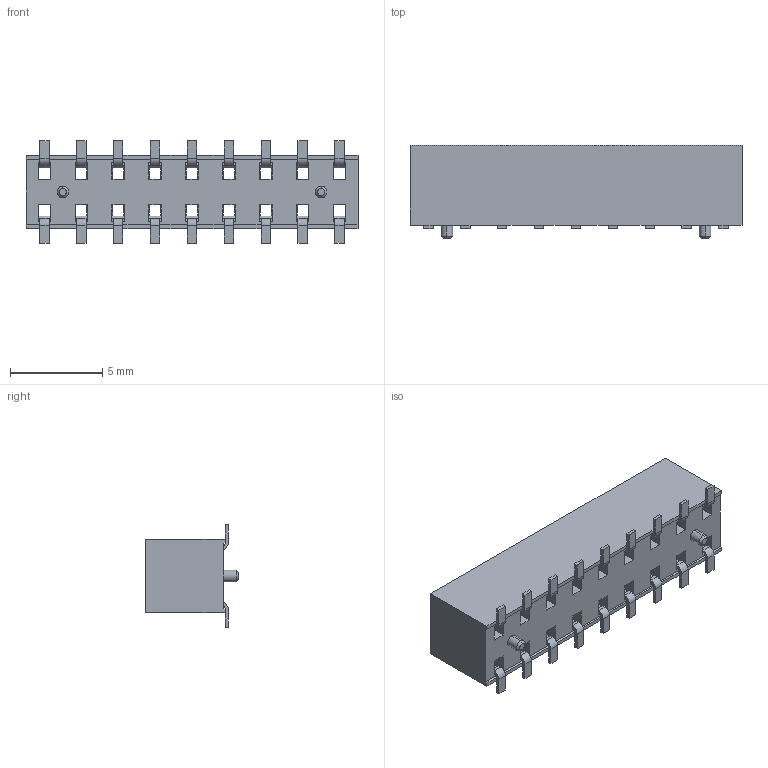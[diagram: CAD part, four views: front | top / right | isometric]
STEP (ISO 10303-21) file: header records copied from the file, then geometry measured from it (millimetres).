
FILE_DESCRIPTION (( 'STEP AP214' ), '1' );
FILE_NAME ('Samtec-DEFAULT.step', '2010-05-13T17:39:42', ( 'SysAdmin' ), ( 'SolidWorks' ), 'SwSTEP 2.0', 'SolidWorks 2010', '' );
FILE_SCHEMA (( 'AUTOMOTIVE_DESIGN' ));
Length unit declared in the file: inch
Products named in the file (1): Samtec-DEFAULT
Bounding box: 18 x 5.04 x 5.56 mm (x, y, z)
Volume: 260.9 mm3; surface area: 592.9 mm2
Topology: 1 solids, 1 shells, 470 faces, 1358 edges, 856 vertices
Faces by surface type: plane 426, cylinder 40, cone 4
Entity records: 19244 total; most frequent: CARTESIAN_POINT 2739, ORIENTED_EDGE 2716, DIRECTION 2402, EDGE_CURVE 1358, LINE 1220, VECTOR 1220, VERTEX_POINT 856, AXIS2_PLACEMENT_3D 591
